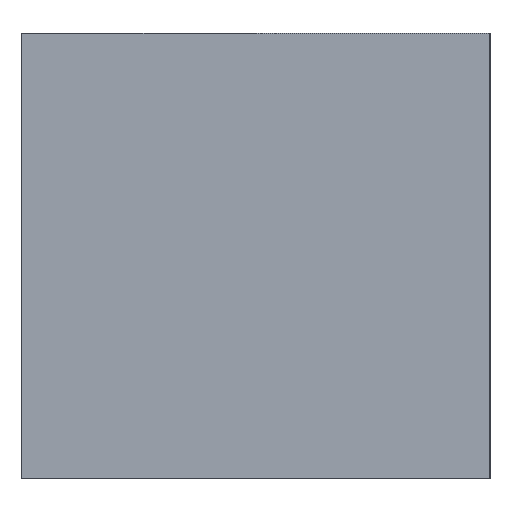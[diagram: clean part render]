
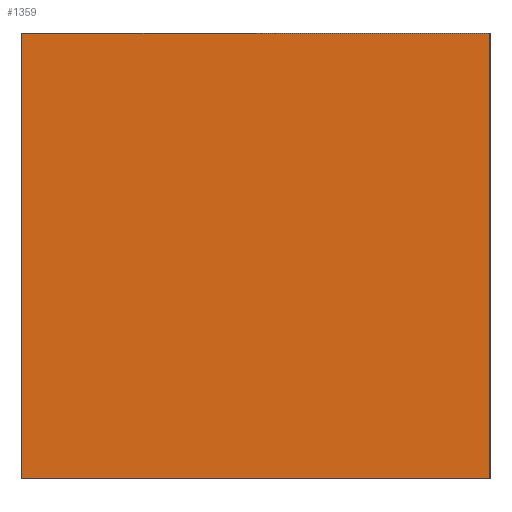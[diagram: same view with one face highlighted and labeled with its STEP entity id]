
A CAD part, left-side view. The second image highlights one B-rep face of the part: STEP entity #1359.
In plain terms, the highlighted planar face has unit normal (-1, 0, 0).
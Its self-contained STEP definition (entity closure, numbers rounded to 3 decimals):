
#119 = EDGE_LOOP ( 'NONE', ( #359, #360, #361, #362 ) ) ;
#359 = ORIENTED_EDGE ( 'NONE', *, *, #1513, .T. ) ;
#360 = ORIENTED_EDGE ( 'NONE', *, *, #1508, .F. ) ;
#361 = ORIENTED_EDGE ( 'NONE', *, *, #1504, .F. ) ;
#362 = ORIENTED_EDGE ( 'NONE', *, *, #1517, .T. ) ;
#597 = VERTEX_POINT ( 'NONE', #813 ) ;
#599 = VERTEX_POINT ( 'NONE', #815 ) ;
#601 = VERTEX_POINT ( 'NONE', #817 ) ;
#602 = VERTEX_POINT ( 'NONE', #818 ) ;
#813 = CARTESIAN_POINT ( 'NONE',  ( -60., 42., -40. ) ) ;
#815 = CARTESIAN_POINT ( 'NONE',  ( -60., -42., -40. ) ) ;
#817 = CARTESIAN_POINT ( 'NONE',  ( -60., 42., 40. ) ) ;
#818 = CARTESIAN_POINT ( 'NONE',  ( -60., -42., 40. ) ) ;
#1111 = CARTESIAN_POINT ( 'NONE',  ( -60., 42., 40. ) ) ;
#1112 = PLANE ( 'NONE',  #1665 ) ;
#1121 = DIRECTION ( 'NONE',  ( 1., 0., 0. ) ) ;
#1122 = DIRECTION ( 'NONE',  ( 0., 0., -1. ) ) ;
#1359 = ADVANCED_FACE ( 'NONE', ( #1991 ), #1112, .F. ) ;
#1504 = EDGE_CURVE ( 'NONE', #601, #602, #2219, .T. ) ;
#1508 = EDGE_CURVE ( 'NONE', #602, #599, #2233, .T. ) ;
#1513 = EDGE_CURVE ( 'NONE', #597, #599, #2235, .T. ) ;
#1517 = EDGE_CURVE ( 'NONE', #601, #597, #2244, .T. ) ;
#1665 = AXIS2_PLACEMENT_3D ( 'NONE', #1111, #1121, #1122 ) ;
#1991 = FACE_OUTER_BOUND ( 'NONE', #119, .T. ) ;
#2219 = LINE ( 'NONE', #2604, #2224 ) ;
#2224 = VECTOR ( 'NONE', #2605, 1000. ) ;
#2233 = LINE ( 'NONE', #2612, #2234 ) ;
#2234 = VECTOR ( 'NONE', #2613, 1000. ) ;
#2235 = LINE ( 'NONE', #2622, #2242 ) ;
#2242 = VECTOR ( 'NONE', #2626, 1000. ) ;
#2244 = LINE ( 'NONE', #2635, #2245 ) ;
#2245 = VECTOR ( 'NONE', #2636, 1000. ) ;
#2604 = CARTESIAN_POINT ( 'NONE',  ( -60., 42., 40. ) ) ;
#2605 = DIRECTION ( 'NONE',  ( 0., -1., 0. ) ) ;
#2612 = CARTESIAN_POINT ( 'NONE',  ( -60., -42., 40. ) ) ;
#2613 = DIRECTION ( 'NONE',  ( 0., 0., -1. ) ) ;
#2622 = CARTESIAN_POINT ( 'NONE',  ( -60., 42., -40. ) ) ;
#2626 = DIRECTION ( 'NONE',  ( 0., -1., 0. ) ) ;
#2635 = CARTESIAN_POINT ( 'NONE',  ( -60., 42., 40. ) ) ;
#2636 = DIRECTION ( 'NONE',  ( 0., 0., -1. ) ) ;
